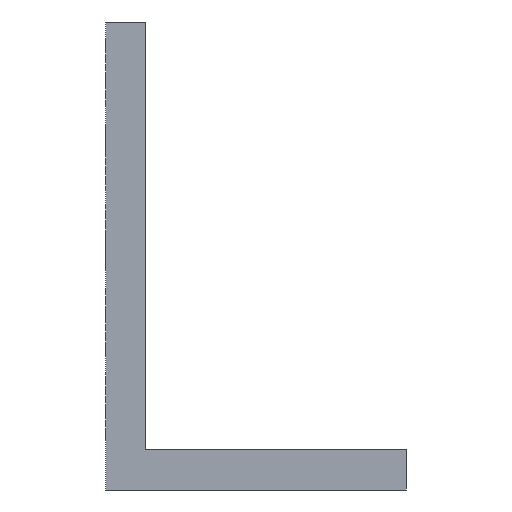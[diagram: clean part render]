
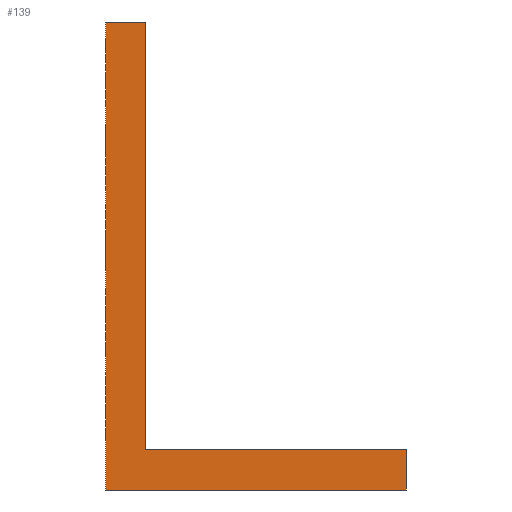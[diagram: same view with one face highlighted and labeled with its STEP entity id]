
A CAD part, front view. The second image highlights one B-rep face of the part: STEP entity #139.
In plain terms, the highlighted planar face has unit normal (0, -1, 0).
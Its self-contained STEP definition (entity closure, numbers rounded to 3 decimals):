
#139=ADVANCED_FACE('',(#304),#305,.T.);
#304=FACE_OUTER_BOUND('',#492,.T.);
#305=PLANE('',#493);
#492=EDGE_LOOP('',(#829,#830,#831,#832,#833,#834));
#493=AXIS2_PLACEMENT_3D('',#835,#836,#837);
#829=ORIENTED_EDGE('',*,*,#1199,.T.);
#830=ORIENTED_EDGE('',*,*,#1158,.T.);
#831=ORIENTED_EDGE('',*,*,#1200,.T.);
#832=ORIENTED_EDGE('',*,*,#1201,.T.);
#833=ORIENTED_EDGE('',*,*,#1177,.F.);
#834=ORIENTED_EDGE('',*,*,#1202,.T.);
#835=CARTESIAN_POINT('',(95.0,130.0,12.0));
#836=DIRECTION('',(0.0,-1.0,0.0));
#837=DIRECTION('',(0.0,0.0,-1.0));
#1158=EDGE_CURVE('',#1400,#1398,#1401,.T.);
#1177=EDGE_CURVE('',#1426,#1428,#1429,.T.);
#1199=EDGE_CURVE('',#1456,#1400,#1457,.T.);
#1200=EDGE_CURVE('',#1398,#1458,#1459,.T.);
#1201=EDGE_CURVE('',#1458,#1428,#1460,.T.);
#1202=EDGE_CURVE('',#1426,#1456,#1461,.T.);
#1398=VERTEX_POINT('',#1702);
#1400=VERTEX_POINT('',#1705);
#1401=LINE('',#1706,#1707);
#1426=VERTEX_POINT('',#1737);
#1428=VERTEX_POINT('',#1740);
#1429=LINE('',#1741,#1742);
#1456=VERTEX_POINT('',#1777);
#1457=LINE('',#1778,#1779);
#1458=VERTEX_POINT('',#1780);
#1459=LINE('',#1781,#1782);
#1460=LINE('',#1783,#1784);
#1461=LINE('',#1785,#1786);
#1702=CARTESIAN_POINT('',(17.0,130.0,140.0));
#1705=CARTESIAN_POINT('',(17.0,130.0,12.0));
#1706=CARTESIAN_POINT('',(17.0,130.0,12.0));
#1707=VECTOR('',#1984,1.0);
#1737=CARTESIAN_POINT('',(95.0,130.0,0.0));
#1740=CARTESIAN_POINT('',(5.0,130.0,0.0));
#1741=CARTESIAN_POINT('',(95.0,130.0,0.0));
#1742=VECTOR('',#2018,1.0);
#1777=CARTESIAN_POINT('',(95.0,130.0,12.0));
#1778=CARTESIAN_POINT('',(95.0,130.0,12.0));
#1779=VECTOR('',#2048,1.0);
#1780=CARTESIAN_POINT('',(5.0,130.0,140.0));
#1781=CARTESIAN_POINT('',(17.0,130.0,140.0));
#1782=VECTOR('',#2049,1.0);
#1783=CARTESIAN_POINT('',(5.0,130.0,140.0));
#1784=VECTOR('',#2050,1.0);
#1785=CARTESIAN_POINT('',(95.0,130.0,0.0));
#1786=VECTOR('',#2051,1.0);
#1984=DIRECTION('',(0.0,0.0,1.0));
#2018=DIRECTION('',(-1.0,0.0,0.0));
#2048=DIRECTION('',(-1.0,0.0,0.0));
#2049=DIRECTION('',(-1.0,0.0,0.0));
#2050=DIRECTION('',(0.0,0.0,-1.0));
#2051=DIRECTION('',(0.0,0.0,1.0));
